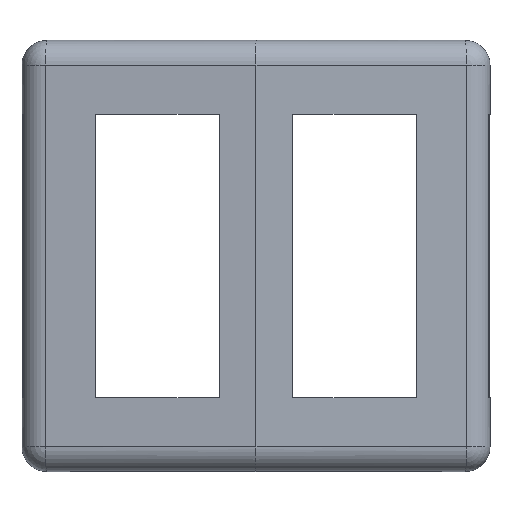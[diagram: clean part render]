
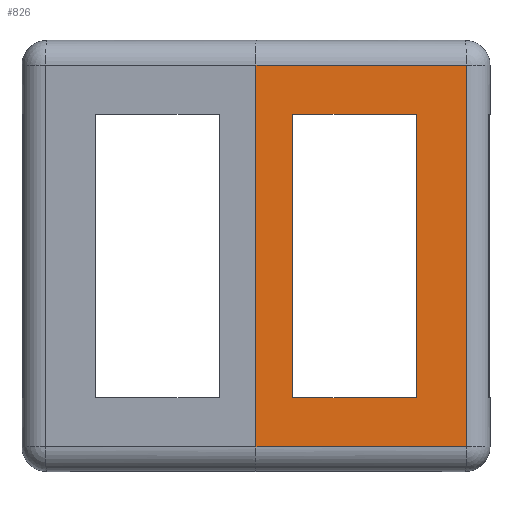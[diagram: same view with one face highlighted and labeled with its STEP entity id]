
A CAD part, top view. The second image highlights one B-rep face of the part: STEP entity #826.
In plain terms, the highlighted planar face has unit normal (0.042, 0, 0.999).
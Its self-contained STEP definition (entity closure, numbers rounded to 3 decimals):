
#19=FACE_BOUND('',#157,.T.);
#108=FACE_OUTER_BOUND('',#156,.T.);
#156=EDGE_LOOP('',(#699,#700,#701,#702));
#157=EDGE_LOOP('',(#703,#704,#705,#706));
#197=LINE('',#1243,#287);
#223=LINE('',#1323,#313);
#227=LINE('',#1336,#317);
#232=LINE('',#1347,#322);
#241=LINE('',#1364,#331);
#242=LINE('',#1366,#332);
#243=LINE('',#1368,#333);
#244=LINE('',#1369,#334);
#287=VECTOR('',#1005,10.);
#313=VECTOR('',#1089,10.);
#317=VECTOR('',#1103,10.);
#322=VECTOR('',#1114,10.);
#331=VECTOR('',#1127,10.);
#332=VECTOR('',#1128,10.);
#333=VECTOR('',#1129,10.);
#334=VECTOR('',#1130,10.);
#369=VERTEX_POINT('',#1235);
#371=VERTEX_POINT('',#1241);
#383=VERTEX_POINT('',#1278);
#400=VERTEX_POINT('',#1332);
#402=VERTEX_POINT('',#1344);
#403=VERTEX_POINT('',#1346);
#410=VERTEX_POINT('',#1365);
#411=VERTEX_POINT('',#1367);
#452=EDGE_CURVE('',#371,#369,#197,.T.);
#492=EDGE_CURVE('',#369,#383,#223,.T.);
#499=EDGE_CURVE('',#383,#400,#227,.T.);
#504=EDGE_CURVE('',#403,#402,#232,.T.);
#513=EDGE_CURVE('',#400,#371,#241,.T.);
#514=EDGE_CURVE('',#402,#410,#242,.T.);
#515=EDGE_CURVE('',#410,#411,#243,.T.);
#516=EDGE_CURVE('',#411,#403,#244,.T.);
#699=ORIENTED_EDGE('',*,*,#499,.F.);
#700=ORIENTED_EDGE('',*,*,#492,.F.);
#701=ORIENTED_EDGE('',*,*,#452,.F.);
#702=ORIENTED_EDGE('',*,*,#513,.F.);
#703=ORIENTED_EDGE('',*,*,#504,.T.);
#704=ORIENTED_EDGE('',*,*,#514,.T.);
#705=ORIENTED_EDGE('',*,*,#515,.T.);
#706=ORIENTED_EDGE('',*,*,#516,.T.);
#778=PLANE('',#914);
#826=ADVANCED_FACE('',(#108,#19),#778,.T.);
#914=AXIS2_PLACEMENT_3D('',#1363,#1125,#1126);
#1005=DIRECTION('',(0.999,0.,-0.042));
#1089=DIRECTION('',(0.,-1.,0.));
#1103=DIRECTION('',(-0.999,0.,0.042));
#1114=DIRECTION('',(0.999,0.,-0.042));
#1125=DIRECTION('center_axis',(0.042,0.,0.999));
#1126=DIRECTION('ref_axis',(-0.999,0.,0.042));
#1127=DIRECTION('',(0.,1.,0.));
#1128=DIRECTION('',(0.,-1.,0.));
#1129=DIRECTION('',(-0.999,0.,0.042));
#1130=DIRECTION('',(0.,1.,0.));
#1235=CARTESIAN_POINT('',(18.042,-1.,1.64));
#1241=CARTESIAN_POINT('',(9.5,-1.,2.));
#1243=CARTESIAN_POINT('',(19.034,-1.,1.599));
#1278=CARTESIAN_POINT('',(18.042,-16.5,1.64));
#1323=CARTESIAN_POINT('',(18.042,-8.75,1.64));
#1332=CARTESIAN_POINT('',(9.5,-16.5,2.));
#1336=CARTESIAN_POINT('',(9.55,-16.5,1.998));
#1344=CARTESIAN_POINT('',(16.,-3.,1.726));
#1346=CARTESIAN_POINT('',(11.,-3.,1.937));
#1347=CARTESIAN_POINT('',(15.041,-3.,1.767));
#1363=CARTESIAN_POINT('Origin',(19.,0.,1.6));
#1364=CARTESIAN_POINT('',(9.5,-4.375,2.));
#1365=CARTESIAN_POINT('',(16.,-14.5,1.726));
#1366=CARTESIAN_POINT('',(16.,-1.5,1.726));
#1367=CARTESIAN_POINT('',(11.,-14.5,1.937));
#1368=CARTESIAN_POINT('',(17.536,-14.5,1.662));
#1369=CARTESIAN_POINT('',(11.,-7.25,1.937));
